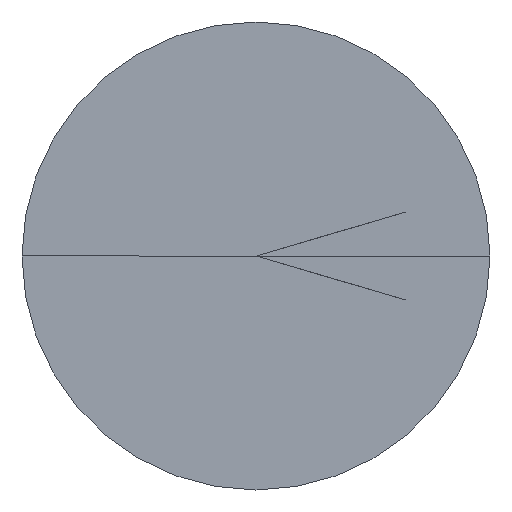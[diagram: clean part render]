
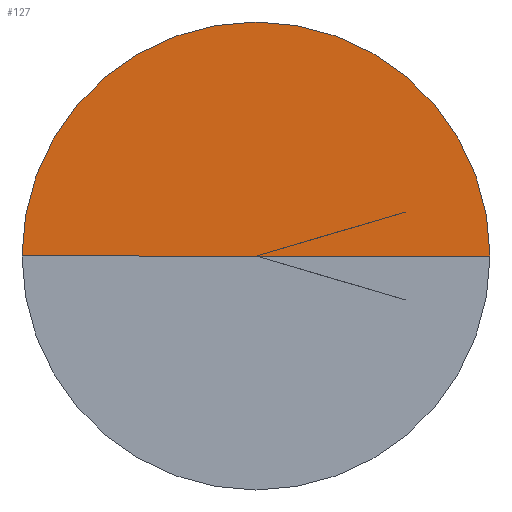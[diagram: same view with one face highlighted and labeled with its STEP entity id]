
A CAD part, left-side view. The second image highlights one B-rep face of the part: STEP entity #127.
In plain terms, the highlighted conical face has half-angle 89.993 degrees and reference radius 5 mm.
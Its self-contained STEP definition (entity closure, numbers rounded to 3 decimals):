
#9 = DIRECTION ( 'NONE',  ( 0., -1., 0. ) ) ;
#11 = EDGE_LOOP ( 'NONE', ( #20, #92, #123 ) ) ;
#14 = DIRECTION ( 'NONE',  ( 0., 1., 0. ) ) ;
#20 = ORIENTED_EDGE ( 'NONE', *, *, #161, .F. ) ;
#21 = EDGE_CURVE ( 'NONE', #98, #68, #99, .T. ) ;
#23 = FACE_OUTER_BOUND ( 'NONE', #11, .T. ) ;
#24 = CARTESIAN_POINT ( 'NONE',  ( 22.768, 13.065, 0. ) ) ;
#32 = CIRCLE ( 'NONE', #85, 5. ) ;
#42 = CARTESIAN_POINT ( 'NONE',  ( 22.769, 8.065, 0. ) ) ;
#65 = DIRECTION ( 'NONE',  ( 0., 1., 0. ) ) ;
#68 = VERTEX_POINT ( 'NONE', #108 ) ;
#74 = EDGE_CURVE ( 'NONE', #68, #178, #32, .T. ) ;
#75 = CONICAL_SURFACE ( 'NONE', #94, 5., 1.571 ) ;
#85 = AXIS2_PLACEMENT_3D ( 'NONE', #24, #91, #9 ) ;
#88 = VECTOR ( 'NONE', #65, 1000. ) ;
#91 = DIRECTION ( 'NONE',  ( -1., 0., 0. ) ) ;
#92 = ORIENTED_EDGE ( 'NONE', *, *, #21, .T. ) ;
#94 = AXIS2_PLACEMENT_3D ( 'NONE', #126, #97, #14 ) ;
#97 = DIRECTION ( 'NONE',  ( 1., 0., 0. ) ) ;
#98 = VERTEX_POINT ( 'NONE', #106 ) ;
#99 = LINE ( 'NONE', #42, #182 ) ;
#106 = CARTESIAN_POINT ( 'NONE',  ( 22.767, 13.065, 0. ) ) ;
#108 = CARTESIAN_POINT ( 'NONE',  ( 22.769, 8.065, 0. ) ) ;
#123 = ORIENTED_EDGE ( 'NONE', *, *, #74, .T. ) ;
#126 = CARTESIAN_POINT ( 'NONE',  ( 22.768, 13.065, 0. ) ) ;
#127 = ADVANCED_FACE ( 'NONE', ( #23 ), #75, .T. ) ;
#141 = CARTESIAN_POINT ( 'NONE',  ( 22.767, 18.065, 0. ) ) ;
#152 = LINE ( 'NONE', #160, #88 ) ;
#155 = DIRECTION ( 'NONE',  ( 0., -1., 0. ) ) ;
#160 = CARTESIAN_POINT ( 'NONE',  ( 22.767, 18.065, 0. ) ) ;
#161 = EDGE_CURVE ( 'NONE', #98, #178, #152, .T. ) ;
#178 = VERTEX_POINT ( 'NONE', #141 ) ;
#182 = VECTOR ( 'NONE', #155, 1000. ) ;
